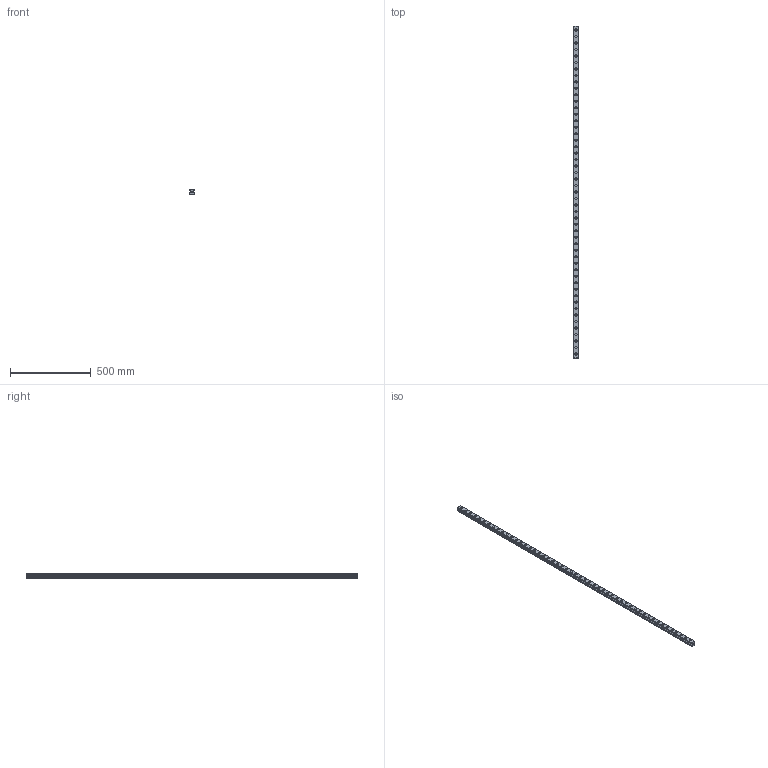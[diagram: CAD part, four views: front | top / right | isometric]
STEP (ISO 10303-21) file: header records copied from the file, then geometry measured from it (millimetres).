
FILE_DESCRIPTION(('STEP AP214'),'1');
FILE_NAME('cctmp_1A1905E0-B06B-4C00-89CB-14D7FA3692B0_2021_03_11_16_02_32_0321..stp','2021-03-11T15:02:32',('HIWIN GmbH'),('CADClick - www.CADClick.com'),'Spatial InterOp 3D',' ','unknown authorization');
FILE_SCHEMA(('AUTOMOTIVE_DESIGN'));
Length unit declared in the file: millimetre
Products named in the file (1): RGR30R2050H_FILE
Bounding box: 28 x 2050 x 28 mm (x, y, z)
Volume: 1177091.2 mm3; surface area: 304180 mm2
Topology: 1 solids, 1 shells, 574 faces, 1245 edges, 830 vertices
Faces by surface type: cylinder 324, plane 250
Entity records: 20553 total; most frequent: DIRECTION 3043, CARTESIAN_POINT 2650, ORIENTED_EDGE 2490, EDGE_CURVE 1245, AXIS2_PLACEMENT_3D 1223, VERTEX_POINT 830, EDGE_LOOP 731, CIRCLE 648
